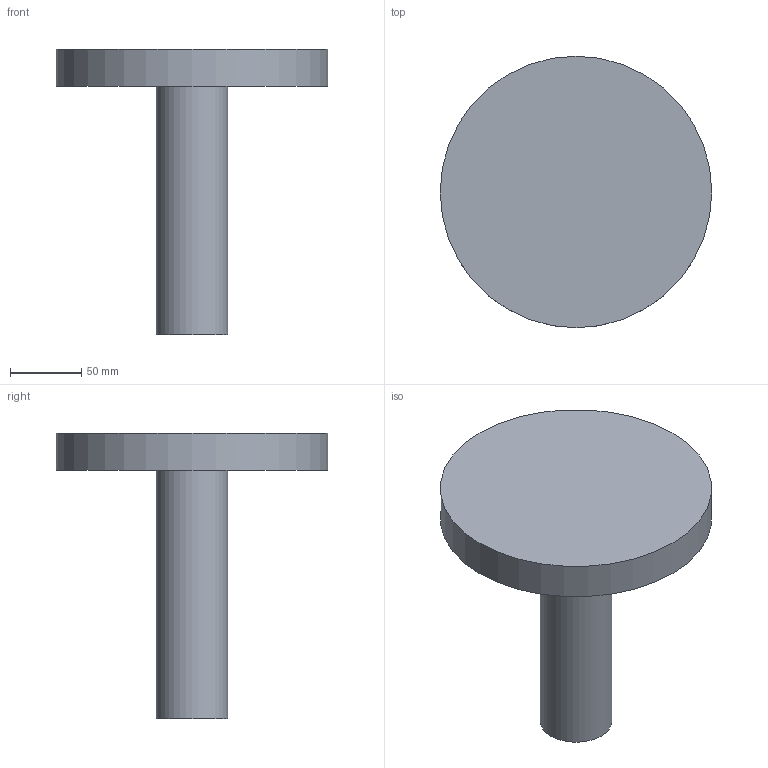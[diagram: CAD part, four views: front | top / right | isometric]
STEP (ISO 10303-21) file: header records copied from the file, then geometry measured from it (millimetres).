
FILE_DESCRIPTION(('Open CASCADE Model'),'2;1');
FILE_NAME('Open CASCADE Shape Model','2018-09-26T23:24:48',('Author'),( 'Open CASCADE'),'Open CASCADE STEP processor 6.9','Open CASCADE 6.9' ,'Unknown');
FILE_SCHEMA(('AUTOMOTIVE_DESIGN_CC2 { 1 2 10303 214 -1 1 5 4 }'));
Length unit declared in the file: millimetre
Products named in the file (3): occActiveX 15; occActiveX 15.1; occActiveX 15.2
Assembly tree (2 placements, depth 2):
  occActiveX 15
    occActiveX 15.1
    occActiveX 15.2
Bounding box: 190 x 190 x 200 mm (x, y, z)
Volume: 1078822.9 mm3; surface area: 103484.1 mm2
Topology: 2 solids, 2 shells, 6 faces, 6 edges, 4 vertices
Faces by surface type: plane 4, cylinder 2
Full cylindrical faces by diameter (mm): 50 x1, 190 x1
Entity records: 158 total; most frequent: DIRECTION 28, CARTESIAN_POINT 19, AXIS2_PLACEMENT_3D 13, ORIENTED_EDGE 12, ADVANCED_FACE 6, FACE_BOUND 6, EDGE_LOOP 6, EDGE_CURVE 6
